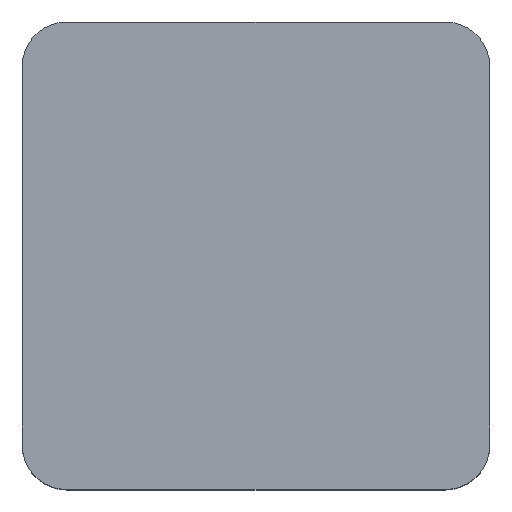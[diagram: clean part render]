
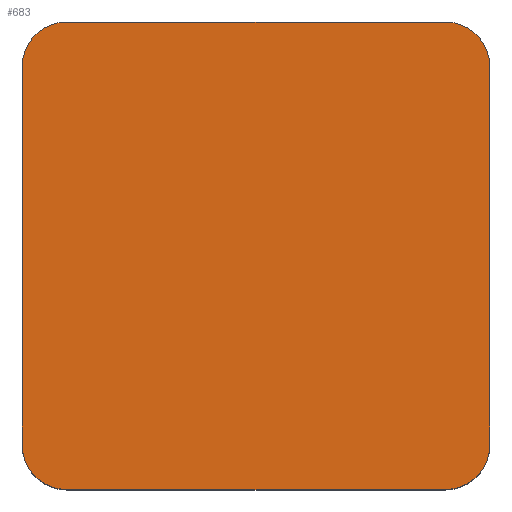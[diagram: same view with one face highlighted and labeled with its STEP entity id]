
A CAD part, top view. The second image highlights one B-rep face of the part: STEP entity #683.
In plain terms, the highlighted planar face has unit normal (0, 0, 1).
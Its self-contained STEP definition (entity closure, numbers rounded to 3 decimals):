
#24=CIRCLE('',#737,1.);
#25=CIRCLE('',#738,1.);
#26=CIRCLE('',#739,1.);
#27=CIRCLE('',#740,1.);
#37=FACE_OUTER_BOUND('',#76,.T.);
#76=EDGE_LOOP('',(#471,#472,#473,#474,#475,#476,#477,#478));
#135=LINE('',#1013,#223);
#136=LINE('',#1017,#224);
#137=LINE('',#1021,#225);
#138=LINE('',#1024,#226);
#223=VECTOR('',#814,10.);
#224=VECTOR('',#817,10.);
#225=VECTOR('',#820,10.);
#226=VECTOR('',#823,10.);
#311=VERTEX_POINT('',#1009);
#312=VERTEX_POINT('',#1010);
#313=VERTEX_POINT('',#1012);
#314=VERTEX_POINT('',#1014);
#315=VERTEX_POINT('',#1016);
#316=VERTEX_POINT('',#1018);
#317=VERTEX_POINT('',#1020);
#318=VERTEX_POINT('',#1022);
#375=EDGE_CURVE('',#311,#312,#24,.T.);
#376=EDGE_CURVE('',#312,#313,#135,.T.);
#377=EDGE_CURVE('',#313,#314,#25,.T.);
#378=EDGE_CURVE('',#314,#315,#136,.T.);
#379=EDGE_CURVE('',#315,#316,#26,.T.);
#380=EDGE_CURVE('',#316,#317,#137,.T.);
#381=EDGE_CURVE('',#317,#318,#27,.T.);
#382=EDGE_CURVE('',#318,#311,#138,.T.);
#471=ORIENTED_EDGE('',*,*,#375,.T.);
#472=ORIENTED_EDGE('',*,*,#376,.T.);
#473=ORIENTED_EDGE('',*,*,#377,.T.);
#474=ORIENTED_EDGE('',*,*,#378,.T.);
#475=ORIENTED_EDGE('',*,*,#379,.T.);
#476=ORIENTED_EDGE('',*,*,#380,.T.);
#477=ORIENTED_EDGE('',*,*,#381,.T.);
#478=ORIENTED_EDGE('',*,*,#382,.T.);
#648=PLANE('',#736);
#683=ADVANCED_FACE('',(#37),#648,.T.);
#736=AXIS2_PLACEMENT_3D('',#1008,#810,#811);
#737=AXIS2_PLACEMENT_3D('',#1011,#812,#813);
#738=AXIS2_PLACEMENT_3D('',#1015,#815,#816);
#739=AXIS2_PLACEMENT_3D('',#1019,#818,#819);
#740=AXIS2_PLACEMENT_3D('',#1023,#821,#822);
#810=DIRECTION('center_axis',(0.,0.,1.));
#811=DIRECTION('ref_axis',(-1.,0.,0.));
#812=DIRECTION('center_axis',(0.,0.,1.));
#813=DIRECTION('ref_axis',(0.,-1.,0.));
#814=DIRECTION('',(0.,1.,0.));
#815=DIRECTION('center_axis',(0.,0.,1.));
#816=DIRECTION('ref_axis',(1.,0.,0.));
#817=DIRECTION('',(-1.,0.,0.));
#818=DIRECTION('center_axis',(0.,0.,1.));
#819=DIRECTION('ref_axis',(0.,1.,0.));
#820=DIRECTION('',(0.,-1.,0.));
#821=DIRECTION('center_axis',(0.,0.,1.));
#822=DIRECTION('ref_axis',(-1.,0.,0.));
#823=DIRECTION('',(1.,0.,0.));
#1008=CARTESIAN_POINT('Origin',(0.,0.,90.75));
#1009=CARTESIAN_POINT('',(4.25,-5.25,90.75));
#1010=CARTESIAN_POINT('',(5.25,-4.25,90.75));
#1011=CARTESIAN_POINT('Origin',(4.25,-4.25,90.75));
#1012=CARTESIAN_POINT('',(5.25,4.25,90.75));
#1013=CARTESIAN_POINT('',(5.25,5.25,90.75));
#1014=CARTESIAN_POINT('',(4.25,5.25,90.75));
#1015=CARTESIAN_POINT('Origin',(4.25,4.25,90.75));
#1016=CARTESIAN_POINT('',(-4.25,5.25,90.75));
#1017=CARTESIAN_POINT('',(-5.25,5.25,90.75));
#1018=CARTESIAN_POINT('',(-5.25,4.25,90.75));
#1019=CARTESIAN_POINT('Origin',(-4.25,4.25,90.75));
#1020=CARTESIAN_POINT('',(-5.25,-4.25,90.75));
#1021=CARTESIAN_POINT('',(-5.25,-5.25,90.75));
#1022=CARTESIAN_POINT('',(-4.25,-5.25,90.75));
#1023=CARTESIAN_POINT('Origin',(-4.25,-4.25,90.75));
#1024=CARTESIAN_POINT('',(5.25,-5.25,90.75));
